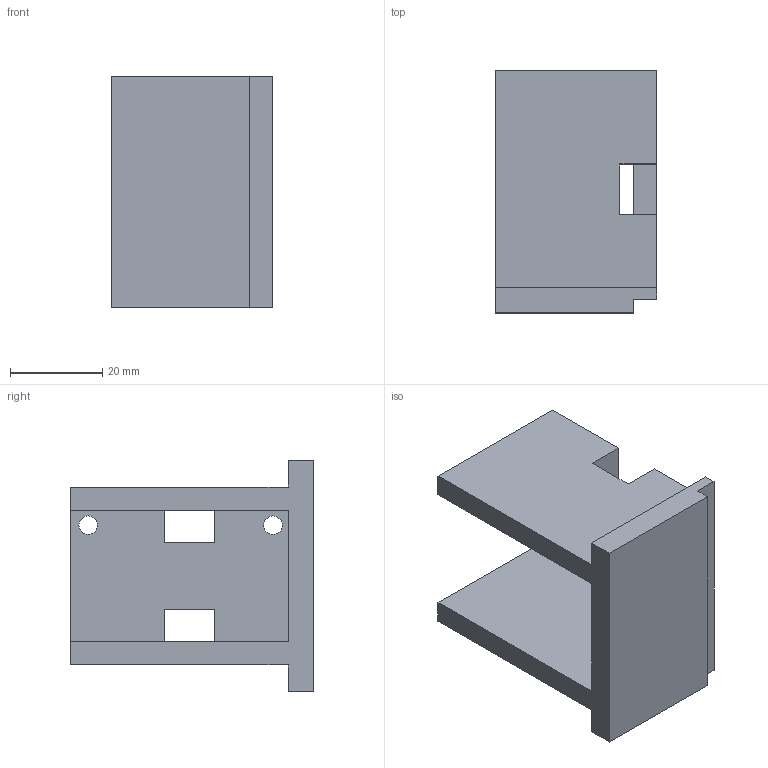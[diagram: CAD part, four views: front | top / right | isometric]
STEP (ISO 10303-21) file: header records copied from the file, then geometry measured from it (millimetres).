
FILE_DESCRIPTION((''),'2;1');
FILE_NAME('SUPPORT_MOTEUR_TOURELLE','2025-02-28T11:30:09',('boure'),(''),'CREO PARAMETRIC BY PTC INC, 2024063','CREO PARAMETRIC BY PTC INC, 2024063','');
FILE_SCHEMA(('CONFIG_CONTROL_DESIGN'));
Length unit declared in the file: millimetre
Products named in the file (1): SUPPORT_MOTEUR_TOURELLE
Bounding box: 35 x 52.45 x 50 mm (x, y, z)
Volume: 30159.3 mm3; surface area: 14060.9 mm2
Topology: 1 solids, 1 shells, 28 faces, 90 edges, 60 vertices
Faces by surface type: plane 24, cylinder 4
Entity records: 1036 total; most frequent: ORIENTED_EDGE 180, CARTESIAN_POINT 178, DIRECTION 154, EDGE_CURVE 90, VECTOR 82, LINE 82, VERTEX_POINT 60, AXIS2_PLACEMENT_3D 36
